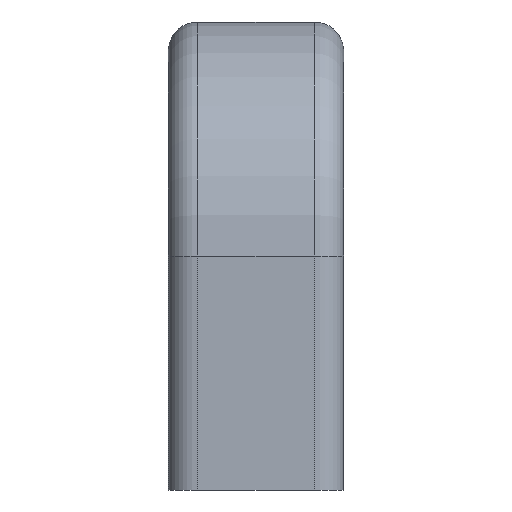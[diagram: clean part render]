
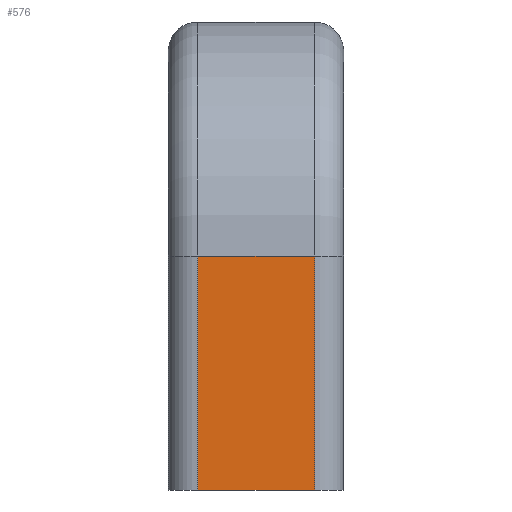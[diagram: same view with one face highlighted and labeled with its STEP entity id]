
A CAD part, front view. The second image highlights one B-rep face of the part: STEP entity #576.
In plain terms, the highlighted planar face has unit normal (0, -1, 0).
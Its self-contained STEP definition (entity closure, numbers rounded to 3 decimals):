
#16=PLANE('',#631);
#27=LINE('',#926,#67);
#33=LINE('',#945,#73);
#34=LINE('',#949,#74);
#35=LINE('',#950,#75);
#67=VECTOR('',#725,20.);
#73=VECTOR('',#747,10.);
#74=VECTOR('',#752,10.);
#75=VECTOR('',#753,20.);
#146=FACE_OUTER_BOUND('',#186,.T.);
#186=EDGE_LOOP('',(#429,#430,#431,#432));
#270=VERTEX_POINT('',#923);
#271=VERTEX_POINT('',#925);
#276=VERTEX_POINT('',#944);
#277=VERTEX_POINT('',#948);
#323=EDGE_CURVE('',#270,#271,#27,.T.);
#333=EDGE_CURVE('',#271,#276,#33,.T.);
#335=EDGE_CURVE('',#277,#270,#34,.T.);
#336=EDGE_CURVE('',#276,#277,#35,.T.);
#429=ORIENTED_EDGE('',*,*,#323,.F.);
#430=ORIENTED_EDGE('',*,*,#335,.F.);
#431=ORIENTED_EDGE('',*,*,#336,.F.);
#432=ORIENTED_EDGE('',*,*,#333,.F.);
#576=ADVANCED_FACE('',(#146),#16,.T.);
#631=AXIS2_PLACEMENT_3D('',#947,#750,#751);
#725=DIRECTION('',(0.,0.,1.));
#747=DIRECTION('',(1.,0.,0.));
#750=DIRECTION('center_axis',(0.,-1.,0.));
#751=DIRECTION('ref_axis',(-1.,0.,0.));
#752=DIRECTION('',(-1.,0.,0.));
#753=DIRECTION('',(0.,0.,-1.));
#923=CARTESIAN_POINT('',(-5.,-95.,0.));
#925=CARTESIAN_POINT('',(-5.,-95.,20.));
#926=CARTESIAN_POINT('',(-5.,-95.,10.));
#944=CARTESIAN_POINT('',(5.,-95.,20.));
#945=CARTESIAN_POINT('',(7.5,-95.,20.));
#947=CARTESIAN_POINT('Origin',(7.5,-95.,20.));
#948=CARTESIAN_POINT('',(5.,-95.,0.));
#949=CARTESIAN_POINT('',(-7.5,-95.,0.));
#950=CARTESIAN_POINT('',(5.,-95.,10.));
